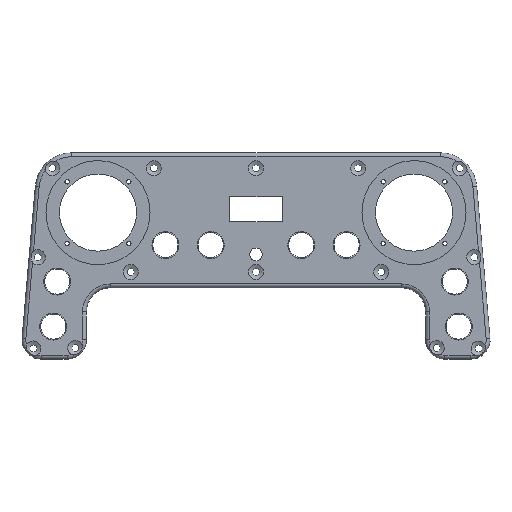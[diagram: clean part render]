
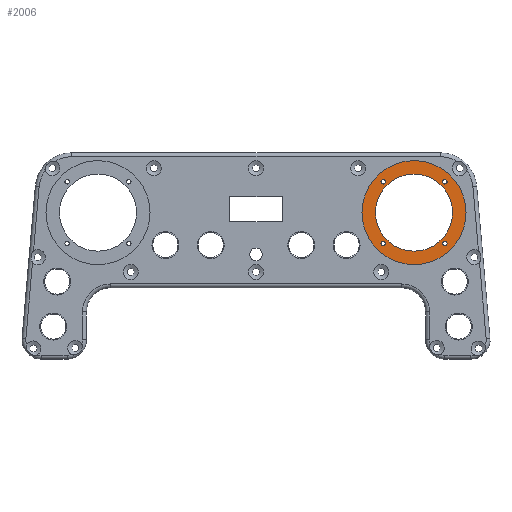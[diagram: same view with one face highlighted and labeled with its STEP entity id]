
A CAD part, top view. The second image highlights one B-rep face of the part: STEP entity #2006.
In plain terms, the highlighted planar face has unit normal (0, 0, 1).
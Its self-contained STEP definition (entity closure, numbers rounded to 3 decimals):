
#109=FACE_BOUND('',#398,.T.);
#110=FACE_BOUND('',#399,.T.);
#111=FACE_BOUND('',#400,.T.);
#112=FACE_BOUND('',#401,.T.);
#113=FACE_BOUND('',#402,.T.);
#138=PLANE('',#2272);
#228=FACE_OUTER_BOUND('',#397,.T.);
#397=EDGE_LOOP('',(#1746));
#398=EDGE_LOOP('',(#1747));
#399=EDGE_LOOP('',(#1748));
#400=EDGE_LOOP('',(#1749));
#401=EDGE_LOOP('',(#1750));
#402=EDGE_LOOP('',(#1751));
#819=CIRCLE('',#2263,1.15);
#820=CIRCLE('',#2265,1.15);
#821=CIRCLE('',#2267,20.);
#822=CIRCLE('',#2269,1.15);
#823=CIRCLE('',#2271,1.15);
#824=CIRCLE('',#2273,27.);
#999=VERTEX_POINT('',#3620);
#1000=VERTEX_POINT('',#3624);
#1001=VERTEX_POINT('',#3628);
#1002=VERTEX_POINT('',#3632);
#1003=VERTEX_POINT('',#3636);
#1004=VERTEX_POINT('',#3640);
#1255=EDGE_CURVE('',#999,#999,#819,.T.);
#1257=EDGE_CURVE('',#1000,#1000,#820,.T.);
#1259=EDGE_CURVE('',#1001,#1001,#821,.T.);
#1261=EDGE_CURVE('',#1002,#1002,#822,.T.);
#1263=EDGE_CURVE('',#1003,#1003,#823,.T.);
#1265=EDGE_CURVE('',#1004,#1004,#824,.T.);
#1746=ORIENTED_EDGE('',*,*,#1265,.F.);
#1747=ORIENTED_EDGE('',*,*,#1263,.T.);
#1748=ORIENTED_EDGE('',*,*,#1261,.T.);
#1749=ORIENTED_EDGE('',*,*,#1259,.T.);
#1750=ORIENTED_EDGE('',*,*,#1257,.T.);
#1751=ORIENTED_EDGE('',*,*,#1255,.T.);
#2006=ADVANCED_FACE('',(#228,#109,#110,#111,#112,#113),#138,.T.);
#2263=AXIS2_PLACEMENT_3D('',#3621,#2833,#2834);
#2265=AXIS2_PLACEMENT_3D('',#3625,#2838,#2839);
#2267=AXIS2_PLACEMENT_3D('',#3629,#2843,#2844);
#2269=AXIS2_PLACEMENT_3D('',#3633,#2848,#2849);
#2271=AXIS2_PLACEMENT_3D('',#3637,#2853,#2854);
#2272=AXIS2_PLACEMENT_3D('',#3639,#2856,#2857);
#2273=AXIS2_PLACEMENT_3D('',#3641,#2858,#2859);
#2833=DIRECTION('center_axis',(0.,0.,-1.));
#2834=DIRECTION('ref_axis',(1.,0.,0.));
#2838=DIRECTION('center_axis',(0.,0.,-1.));
#2839=DIRECTION('ref_axis',(1.,0.,0.));
#2843=DIRECTION('center_axis',(0.,0.,-1.));
#2844=DIRECTION('ref_axis',(1.,0.,0.));
#2848=DIRECTION('center_axis',(0.,0.,-1.));
#2849=DIRECTION('ref_axis',(1.,0.,0.));
#2853=DIRECTION('center_axis',(0.,0.,-1.));
#2854=DIRECTION('ref_axis',(1.,0.,0.));
#2856=DIRECTION('center_axis',(0.,0.,1.));
#2857=DIRECTION('ref_axis',(1.,0.,0.));
#2858=DIRECTION('center_axis',(0.,0.,-1.));
#2859=DIRECTION('ref_axis',(1.,0.,0.));
#3620=CARTESIAN_POINT('',(34.85,-7.,2.));
#3621=CARTESIAN_POINT('Origin',(36.,-7.,2.));
#3624=CARTESIAN_POINT('',(34.85,25.,2.));
#3625=CARTESIAN_POINT('Origin',(36.,25.,2.));
#3628=CARTESIAN_POINT('',(0.,9.,2.));
#3629=CARTESIAN_POINT('Origin',(20.,9.,2.));
#3632=CARTESIAN_POINT('',(2.85,25.,2.));
#3633=CARTESIAN_POINT('Origin',(4.,25.,2.));
#3636=CARTESIAN_POINT('',(2.85,-7.,2.));
#3637=CARTESIAN_POINT('Origin',(4.,-7.,2.));
#3639=CARTESIAN_POINT('Origin',(20.,9.,2.));
#3640=CARTESIAN_POINT('',(-7.,9.,2.));
#3641=CARTESIAN_POINT('Origin',(20.,9.,2.));
